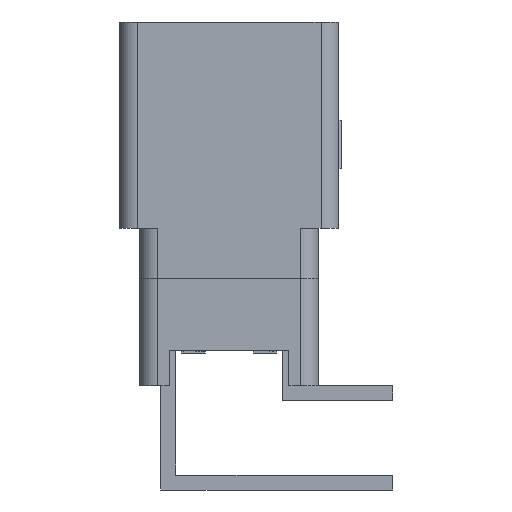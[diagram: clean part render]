
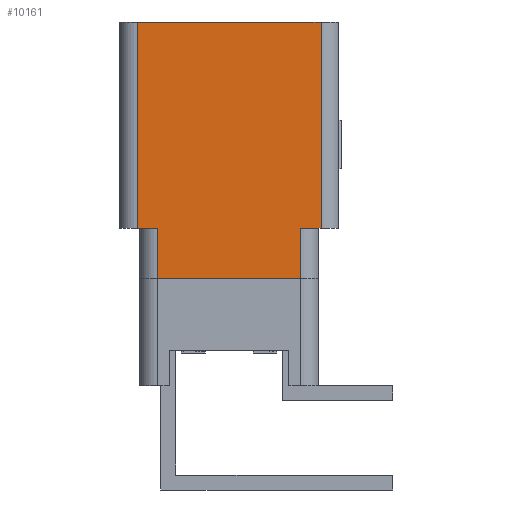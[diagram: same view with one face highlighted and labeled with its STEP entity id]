
A CAD part, left-side view. The second image highlights one B-rep face of the part: STEP entity #10161.
In plain terms, the highlighted planar face has unit normal (-1, 0, 0).
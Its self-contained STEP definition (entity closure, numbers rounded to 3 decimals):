
#72=DIRECTION('',(0.,0.,1.));
#73=VECTOR('',#72,2.134);
#74=CARTESIAN_POINT('',(-35.052,-3.048,-10.922));
#75=LINE('',#74,#73);
#76=DIRECTION('',(0.,0.,-1.));
#77=VECTOR('',#76,8.788);
#78=CARTESIAN_POINT('',(-35.052,3.912,0.));
#79=LINE('',#78,#77);
#80=DIRECTION('',(0.,-1.,0.));
#81=VECTOR('',#80,7.823);
#82=CARTESIAN_POINT('',(-35.052,3.912,0.));
#83=LINE('',#82,#81);
#84=DIRECTION('',(0.,0.,1.));
#85=VECTOR('',#84,8.788);
#86=CARTESIAN_POINT('',(-35.052,-3.912,-8.788));
#87=LINE('',#86,#85);
#112=DIRECTION('',(0.,-1.,0.));
#113=VECTOR('',#112,0.864);
#114=CARTESIAN_POINT('',(-35.052,3.912,-8.788));
#115=LINE('',#114,#113);
#121=DIRECTION('',(0.,-1.,0.));
#122=VECTOR('',#121,0.864);
#123=CARTESIAN_POINT('',(-35.052,-3.048,-8.788));
#124=LINE('',#123,#122);
#148=DIRECTION('',(0.,0.,1.));
#149=VECTOR('',#148,2.134);
#150=CARTESIAN_POINT('',(-35.052,3.048,-10.922));
#151=LINE('',#150,#149);
#161=DIRECTION('',(0.,1.,0.));
#162=VECTOR('',#161,6.096);
#163=CARTESIAN_POINT('',(-35.052,-3.048,-10.922));
#164=LINE('',#163,#162);
#7866=CARTESIAN_POINT('',(-35.052,3.912,-8.788));
#7868=VERTEX_POINT('',#7866);
#7872=CARTESIAN_POINT('',(-35.052,3.912,0.));
#7873=VERTEX_POINT('',#7872);
#7874=CARTESIAN_POINT('',(-35.052,-3.912,0.));
#7875=VERTEX_POINT('',#7874);
#7912=CARTESIAN_POINT('',(-35.052,-3.912,-8.788));
#7913=VERTEX_POINT('',#7912);
#10090=CARTESIAN_POINT('',(-35.052,-3.048,-10.922));
#10091=CARTESIAN_POINT('',(-35.052,3.048,-10.922));
#10092=VERTEX_POINT('',#10090);
#10093=VERTEX_POINT('',#10091);
#10098=CARTESIAN_POINT('',(-35.052,-3.048,-8.788));
#10099=VERTEX_POINT('',#10098);
#10100=CARTESIAN_POINT('',(-35.052,3.048,-8.788));
#10101=VERTEX_POINT('',#10100);
#10138=CARTESIAN_POINT('',(-35.052,0.,0.));
#10139=DIRECTION('',(1.,0.,0.));
#10140=DIRECTION('',(0.,0.,-1.));
#10141=AXIS2_PLACEMENT_3D('',#10138,#10139,#10140);
#10142=PLANE('',#10141);
#10144=ORIENTED_EDGE('',*,*,#10143,.F.);
#10146=ORIENTED_EDGE('',*,*,#10145,.F.);
#10148=ORIENTED_EDGE('',*,*,#10147,.T.);
#10150=ORIENTED_EDGE('',*,*,#10149,.T.);
#10152=ORIENTED_EDGE('',*,*,#10151,.F.);
#10154=ORIENTED_EDGE('',*,*,#10153,.F.);
#10156=ORIENTED_EDGE('',*,*,#10155,.T.);
#10158=ORIENTED_EDGE('',*,*,#10157,.F.);
#10159=EDGE_LOOP('',(#10144,#10146,#10148,#10150,#10152,#10154,#10156,#10158));
#10160=FACE_OUTER_BOUND('',#10159,.F.);
#10161=ADVANCED_FACE('',(#10160),#10142,.F.);
#10143=EDGE_CURVE('',#10099,#7913,#124,.T.);
#10145=EDGE_CURVE('',#10092,#10099,#75,.T.);
#10147=EDGE_CURVE('',#10092,#10093,#164,.T.);
#10149=EDGE_CURVE('',#10093,#10101,#151,.T.);
#10151=EDGE_CURVE('',#7868,#10101,#115,.T.);
#10153=EDGE_CURVE('',#7873,#7868,#79,.T.);
#10155=EDGE_CURVE('',#7873,#7875,#83,.T.);
#10157=EDGE_CURVE('',#7913,#7875,#87,.T.);
